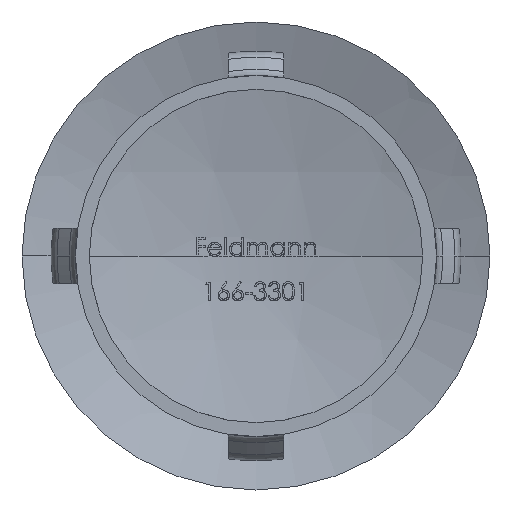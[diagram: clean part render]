
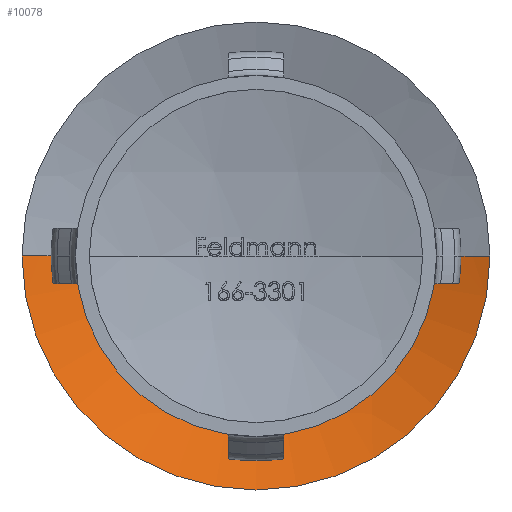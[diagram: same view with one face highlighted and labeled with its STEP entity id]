
A CAD part, front view. The second image highlights one B-rep face of the part: STEP entity #10078.
In plain terms, the highlighted spherical face has radius 47.5 mm.
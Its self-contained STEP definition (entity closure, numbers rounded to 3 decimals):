
#114 = EDGE_CURVE ( 'NONE', #10496, #2426, #4109, .T. ) ;
#118 = DIRECTION ( 'NONE',  ( 0., 0., -1. ) ) ;
#165 = EDGE_CURVE ( 'NONE', #5345, #2426, #11727, .T. ) ;
#437 = CARTESIAN_POINT ( 'NONE',  ( 0., 22.411, 0. ) ) ;
#1398 = CARTESIAN_POINT ( 'NONE',  ( 0., 23.686, 0. ) ) ;
#1863 = DIRECTION ( 'NONE',  ( 0., 0., 1. ) ) ;
#1916 = DIRECTION ( 'NONE',  ( 1., 0., 0. ) ) ;
#2043 = CIRCLE ( 'NONE', #6285, 13. ) ;
#2426 = VERTEX_POINT ( 'NONE', #10255 ) ;
#2478 = EDGE_CURVE ( 'NONE', #14354, #10496, #2043, .T. ) ;
#2840 = EDGE_CURVE ( 'NONE', #14354, #5345, #3982, .T. ) ;
#3028 = DIRECTION ( 'NONE',  ( 0., 0., 1. ) ) ;
#3096 = ORIENTED_EDGE ( 'NONE', *, *, #114, .F. ) ;
#3308 = ORIENTED_EDGE ( 'NONE', *, *, #2840, .T. ) ;
#3559 = DIRECTION ( 'NONE',  ( 1., 0., 0. ) ) ;
#3651 = EDGE_LOOP ( 'NONE', ( #11459, #3308, #11734, #3096 ) ) ;
#3982 = CIRCLE ( 'NONE', #4609, 47.5 ) ;
#4109 = CIRCLE ( 'NONE', #10100, 47.5 ) ;
#4609 = AXIS2_PLACEMENT_3D ( 'NONE', #9907, #1863, #1916 ) ;
#4634 = DIRECTION ( 'NONE',  ( -1., 0., 0. ) ) ;
#5345 = VERTEX_POINT ( 'NONE', #7047 ) ;
#6285 = AXIS2_PLACEMENT_3D ( 'NONE', #1398, #10299, #3559 ) ;
#6900 = CARTESIAN_POINT ( 'NONE',  ( 13., 23.686, 0. ) ) ;
#7047 = CARTESIAN_POINT ( 'NONE',  ( -16.85, 22.411, 0. ) ) ;
#8153 = CARTESIAN_POINT ( 'NONE',  ( -13., 23.686, 0. ) ) ;
#9295 = FACE_OUTER_BOUND ( 'NONE', #3651, .T. ) ;
#9373 = DIRECTION ( 'NONE',  ( 1., 0., 0. ) ) ;
#9816 = CARTESIAN_POINT ( 'NONE',  ( 0., -22., 0. ) ) ;
#9907 = CARTESIAN_POINT ( 'NONE',  ( 0., -22., 0. ) ) ;
#10078 = ADVANCED_FACE ( 'NONE', ( #9295 ), #13030, .F. ) ;
#10100 = AXIS2_PLACEMENT_3D ( 'NONE', #13757, #118, #4634 ) ;
#10255 = CARTESIAN_POINT ( 'NONE',  ( 16.85, 22.411, 0. ) ) ;
#10299 = DIRECTION ( 'NONE',  ( 0., -1., 0. ) ) ;
#10496 = VERTEX_POINT ( 'NONE', #6900 ) ;
#11459 = ORIENTED_EDGE ( 'NONE', *, *, #2478, .F. ) ;
#11727 = CIRCLE ( 'NONE', #12380, 16.85 ) ;
#11734 = ORIENTED_EDGE ( 'NONE', *, *, #165, .T. ) ;
#12380 = AXIS2_PLACEMENT_3D ( 'NONE', #437, #13938, #9373 ) ;
#13030 = SPHERICAL_SURFACE ( 'NONE', #13102, 47.5 ) ;
#13102 = AXIS2_PLACEMENT_3D ( 'NONE', #9816, #3028, #14531 ) ;
#13757 = CARTESIAN_POINT ( 'NONE',  ( 0., -22., 0. ) ) ;
#13938 = DIRECTION ( 'NONE',  ( 0., -1., 0. ) ) ;
#14354 = VERTEX_POINT ( 'NONE', #8153 ) ;
#14531 = DIRECTION ( 'NONE',  ( 1., 0., 0. ) ) ;
